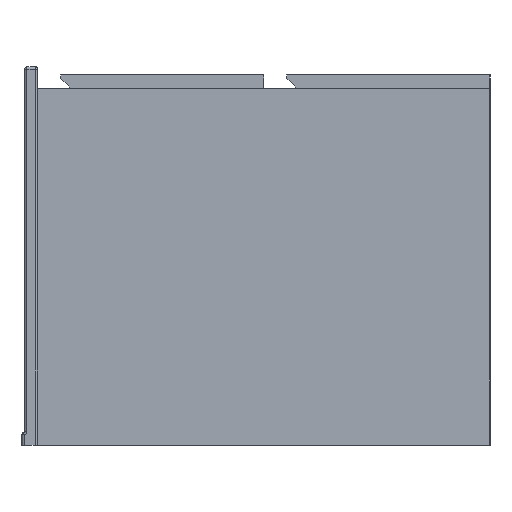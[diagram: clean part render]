
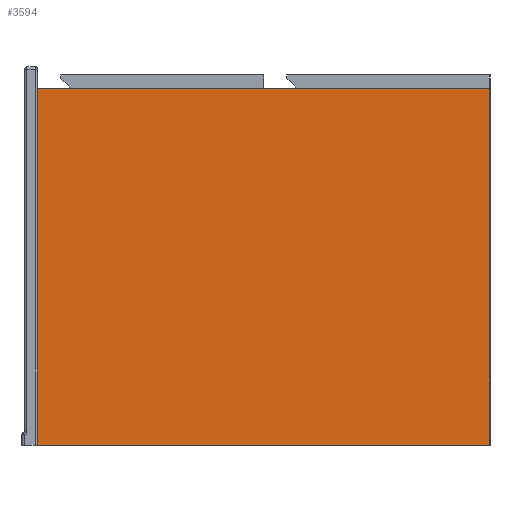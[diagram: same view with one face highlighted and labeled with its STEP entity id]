
A CAD part, left-side view. The second image highlights one B-rep face of the part: STEP entity #3594.
In plain terms, the highlighted planar face has unit normal (-1, 0, 0).
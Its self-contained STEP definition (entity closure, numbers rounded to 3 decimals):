
#290 = EDGE_LOOP ( 'NONE', ( #4288, #3028, #3118, #4059 ) ) ;
#374 = DIRECTION ( 'NONE',  ( 0., 0., -1. ) ) ;
#431 = LINE ( 'NONE', #2994, #457 ) ;
#457 = VECTOR ( 'NONE', #908, 1000. ) ;
#495 = PLANE ( 'NONE',  #4231 ) ;
#908 = DIRECTION ( 'NONE',  ( 0., 0., -1. ) ) ;
#953 = CARTESIAN_POINT ( 'NONE',  ( -444., -275., 434. ) ) ;
#1042 = CARTESIAN_POINT ( 'NONE',  ( -444., 275., 0. ) ) ;
#1457 = VERTEX_POINT ( 'NONE', #4501 ) ;
#1547 = VECTOR ( 'NONE', #374, 1000. ) ;
#1879 = DIRECTION ( 'NONE',  ( 0., 0., 1. ) ) ;
#2169 = EDGE_CURVE ( 'NONE', #4230, #2285, #431, .T. ) ;
#2213 = LINE ( 'NONE', #2977, #2880 ) ;
#2255 = DIRECTION ( 'NONE',  ( 0., 1., 0. ) ) ;
#2285 = VERTEX_POINT ( 'NONE', #4467 ) ;
#2318 = EDGE_CURVE ( 'NONE', #2517, #1457, #3017, .T. ) ;
#2517 = VERTEX_POINT ( 'NONE', #4092 ) ;
#2768 = LINE ( 'NONE', #1042, #4146 ) ;
#2823 = FACE_OUTER_BOUND ( 'NONE', #290, .T. ) ;
#2880 = VECTOR ( 'NONE', #2255, 1000. ) ;
#2891 = CARTESIAN_POINT ( 'NONE',  ( -444., 275., 434. ) ) ;
#2977 = CARTESIAN_POINT ( 'NONE',  ( -444., 275., 434. ) ) ;
#2994 = CARTESIAN_POINT ( 'NONE',  ( -444., -275., 434. ) ) ;
#3017 = LINE ( 'NONE', #4118, #1547 ) ;
#3028 = ORIENTED_EDGE ( 'NONE', *, *, #2169, .F. ) ;
#3118 = ORIENTED_EDGE ( 'NONE', *, *, #3701, .T. ) ;
#3197 = EDGE_CURVE ( 'NONE', #2285, #1457, #2768, .T. ) ;
#3283 = DIRECTION ( 'NONE',  ( -1., 0., 0. ) ) ;
#3483 = DIRECTION ( 'NONE',  ( 0., 1., 0. ) ) ;
#3594 = ADVANCED_FACE ( 'NONE', ( #2823 ), #495, .T. ) ;
#3701 = EDGE_CURVE ( 'NONE', #4230, #2517, #2213, .T. ) ;
#4059 = ORIENTED_EDGE ( 'NONE', *, *, #2318, .T. ) ;
#4092 = CARTESIAN_POINT ( 'NONE',  ( -444., 275., 434. ) ) ;
#4118 = CARTESIAN_POINT ( 'NONE',  ( -444., 275., 434. ) ) ;
#4146 = VECTOR ( 'NONE', #3483, 1000. ) ;
#4230 = VERTEX_POINT ( 'NONE', #953 ) ;
#4231 = AXIS2_PLACEMENT_3D ( 'NONE', #2891, #3283, #1879 ) ;
#4288 = ORIENTED_EDGE ( 'NONE', *, *, #3197, .F. ) ;
#4467 = CARTESIAN_POINT ( 'NONE',  ( -444., -275., 0. ) ) ;
#4501 = CARTESIAN_POINT ( 'NONE',  ( -444., 275., 0. ) ) ;
